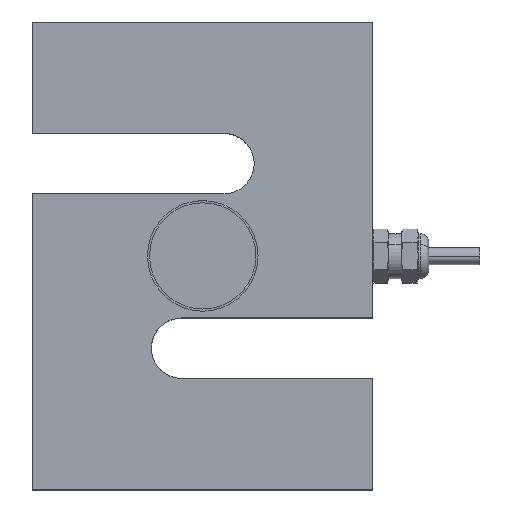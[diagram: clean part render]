
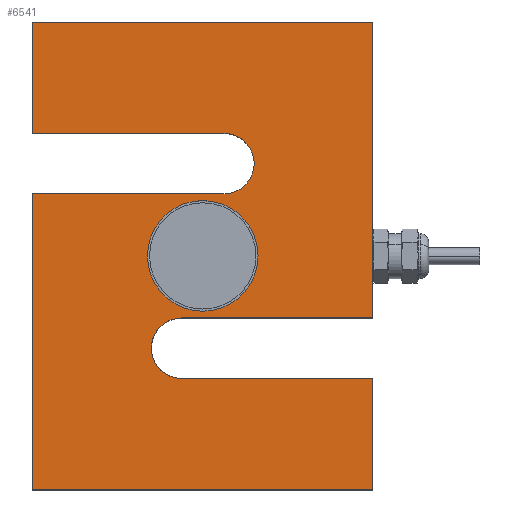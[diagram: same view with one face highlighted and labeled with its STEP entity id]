
A CAD part, top view. The second image highlights one B-rep face of the part: STEP entity #6541.
In plain terms, the highlighted planar face has unit normal (0, 0, 1).
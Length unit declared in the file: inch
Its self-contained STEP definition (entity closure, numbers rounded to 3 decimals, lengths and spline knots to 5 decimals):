
#246 = EDGE_CURVE ( 'NONE', #15322, #14327, #3222, .T. ) ;
#341 = CARTESIAN_POINT ( 'NONE',  ( 0., 0., 0. ) ) ;
#421 = EDGE_CURVE ( 'NONE', #16016, #14931, #14613, .T. ) ;
#492 = ORIENTED_EDGE ( 'NONE', *, *, #246, .F. ) ;
#531 = LINE ( 'NONE', #14195, #12404 ) ;
#554 = ORIENTED_EDGE ( 'NONE', *, *, #8291, .F. ) ;
#566 = VERTEX_POINT ( 'NONE', #6590 ) ;
#575 = DIRECTION ( 'NONE',  ( 1., 0., 0. ) ) ;
#595 = VECTOR ( 'NONE', #8913, 39.37008 ) ;
#1061 = ORIENTED_EDGE ( 'NONE', *, *, #3567, .F. ) ;
#1424 = CIRCLE ( 'NONE', #13881, 0.355 ) ;
#1503 = CIRCLE ( 'NONE', #10890, 0.65 ) ;
#1513 = ORIENTED_EDGE ( 'NONE', *, *, #8742, .F. ) ;
#1720 = CARTESIAN_POINT ( 'NONE',  ( -1.75, 4.19, 0. ) ) ;
#1879 = AXIS2_PLACEMENT_3D ( 'NONE', #4323, #9295, #575 ) ;
#1969 = DIRECTION ( 'NONE',  ( 1., 0., 0. ) ) ;
#2003 = ORIENTED_EDGE ( 'NONE', *, *, #6824, .F. ) ;
#2067 = EDGE_CURVE ( 'NONE', #13025, #7914, #4413, .T. ) ;
#2122 = CARTESIAN_POINT ( 'NONE',  ( -1.75, 4.19, 0. ) ) ;
#2289 = DIRECTION ( 'NONE',  ( 0., -1., 0. ) ) ;
#2510 = CIRCLE ( 'NONE', #8996, 0.355 ) ;
#2908 = EDGE_LOOP ( 'NONE', ( #1061, #6526 ) ) ;
#3028 = VERTEX_POINT ( 'NONE', #9469 ) ;
#3222 = LINE ( 'NONE', #8175, #13282 ) ;
#3342 = CARTESIAN_POINT ( 'NONE',  ( 0., 5.5, 0. ) ) ;
#3346 = CARTESIAN_POINT ( 'NONE',  ( -2., 2.75, 0. ) ) ;
#3375 = EDGE_CURVE ( 'NONE', #16016, #566, #4569, .T. ) ;
#3435 = VECTOR ( 'NONE', #15993, 39.37008 ) ;
#3506 = CARTESIAN_POINT ( 'NONE',  ( -4., 0., 0. ) ) ;
#3567 = EDGE_CURVE ( 'NONE', #3028, #7194, #1503, .T. ) ;
#3835 = ORIENTED_EDGE ( 'NONE', *, *, #3375, .T. ) ;
#3871 = ORIENTED_EDGE ( 'NONE', *, *, #421, .F. ) ;
#3983 = ORIENTED_EDGE ( 'NONE', *, *, #14564, .F. ) ;
#4034 = CARTESIAN_POINT ( 'NONE',  ( -2.25, 1.31, 0. ) ) ;
#4249 = VERTEX_POINT ( 'NONE', #341 ) ;
#4323 = CARTESIAN_POINT ( 'NONE',  ( -2., 2.75, 0. ) ) ;
#4413 = LINE ( 'NONE', #11852, #6664 ) ;
#4487 = CARTESIAN_POINT ( 'NONE',  ( 0., 2.02, 0. ) ) ;
#4535 = CARTESIAN_POINT ( 'NONE',  ( -2.25, 1.665, 0. ) ) ;
#4569 = LINE ( 'NONE', #13435, #6991 ) ;
#5029 = EDGE_CURVE ( 'NONE', #11305, #4249, #531, .T. ) ;
#5167 = DIRECTION ( 'NONE',  ( 0., 0., 1. ) ) ;
#5478 = CARTESIAN_POINT ( 'NONE',  ( -4., 5.5, 0. ) ) ;
#5773 = VERTEX_POINT ( 'NONE', #6663 ) ;
#5980 = DIRECTION ( 'NONE',  ( 0., -1., 0. ) ) ;
#6322 = LINE ( 'NONE', #6486, #595 ) ;
#6486 = CARTESIAN_POINT ( 'NONE',  ( -2.25, 2.02, 0. ) ) ;
#6526 = ORIENTED_EDGE ( 'NONE', *, *, #6646, .F. ) ;
#6541 = ADVANCED_FACE ( 'NONE', ( #12560, #11269 ), #8976, .T. ) ;
#6590 = CARTESIAN_POINT ( 'NONE',  ( -4., 4.19, 0. ) ) ;
#6635 = VERTEX_POINT ( 'NONE', #1720 ) ;
#6646 = EDGE_CURVE ( 'NONE', #7194, #3028, #15864, .T. ) ;
#6650 = ORIENTED_EDGE ( 'NONE', *, *, #5029, .T. ) ;
#6663 = CARTESIAN_POINT ( 'NONE',  ( -2.25, 2.02, 0. ) ) ;
#6664 = VECTOR ( 'NONE', #11521, 39.37008 ) ;
#6745 = DIRECTION ( 'NONE',  ( 0., 0., 1. ) ) ;
#6824 = EDGE_CURVE ( 'NONE', #14931, #8384, #11095, .T. ) ;
#6921 = AXIS2_PLACEMENT_3D ( 'NONE', #15355, #5167, #15036 ) ;
#6991 = VECTOR ( 'NONE', #2289, 39.37008 ) ;
#7179 = DIRECTION ( 'NONE',  ( 1., 0., 0. ) ) ;
#7186 = CIRCLE ( 'NONE', #6921, 0.355 ) ;
#7194 = VERTEX_POINT ( 'NONE', #13314 ) ;
#7896 = VECTOR ( 'NONE', #8399, 39.37008 ) ;
#7914 = VERTEX_POINT ( 'NONE', #10649 ) ;
#8009 = ORIENTED_EDGE ( 'NONE', *, *, #11890, .F. ) ;
#8107 = CARTESIAN_POINT ( 'NONE',  ( 0., 1.31, 0. ) ) ;
#8175 = CARTESIAN_POINT ( 'NONE',  ( -2.25, 1.31, 0. ) ) ;
#8212 = VECTOR ( 'NONE', #5980, 39.37008 ) ;
#8291 = EDGE_CURVE ( 'NONE', #14550, #6635, #7186, .T. ) ;
#8338 = DIRECTION ( 'NONE',  ( 1., 0., 0. ) ) ;
#8384 = VERTEX_POINT ( 'NONE', #4487 ) ;
#8399 = DIRECTION ( 'NONE',  ( 0., -1., 0. ) ) ;
#8639 = EDGE_CURVE ( 'NONE', #13025, #11305, #12405, .T. ) ;
#8653 = CARTESIAN_POINT ( 'NONE',  ( -4., 0., 0. ) ) ;
#8686 = CARTESIAN_POINT ( 'NONE',  ( -4., 5.5, 0. ) ) ;
#8741 = DIRECTION ( 'NONE',  ( 1., 0., 0. ) ) ;
#8742 = EDGE_CURVE ( 'NONE', #7914, #14550, #2510, .T. ) ;
#8913 = DIRECTION ( 'NONE',  ( -1., 0., 0. ) ) ;
#8976 = PLANE ( 'NONE',  #13057 ) ;
#8996 = AXIS2_PLACEMENT_3D ( 'NONE', #15503, #10422, #1969 ) ;
#9014 = DIRECTION ( 'NONE',  ( 1., 0., 0. ) ) ;
#9239 = CARTESIAN_POINT ( 'NONE',  ( 0., 0., 0. ) ) ;
#9273 = ORIENTED_EDGE ( 'NONE', *, *, #12467, .F. ) ;
#9295 = DIRECTION ( 'NONE',  ( 0., 0., 1. ) ) ;
#9375 = DIRECTION ( 'NONE',  ( 1., 0., 0. ) ) ;
#9469 = CARTESIAN_POINT ( 'NONE',  ( -1.35, 2.75, 0. ) ) ;
#9679 = DIRECTION ( 'NONE',  ( -1., 0., 0. ) ) ;
#10171 = CARTESIAN_POINT ( 'NONE',  ( 0., 0., 0. ) ) ;
#10422 = DIRECTION ( 'NONE',  ( 0., 0., 1. ) ) ;
#10649 = CARTESIAN_POINT ( 'NONE',  ( -1.75, 3.48, 0. ) ) ;
#10890 = AXIS2_PLACEMENT_3D ( 'NONE', #3346, #15896, #7179 ) ;
#11095 = LINE ( 'NONE', #10171, #3435 ) ;
#11114 = CARTESIAN_POINT ( 'NONE',  ( -4., 0., 0. ) ) ;
#11269 = FACE_OUTER_BOUND ( 'NONE', #12801, .T. ) ;
#11305 = VERTEX_POINT ( 'NONE', #3506 ) ;
#11431 = DIRECTION ( 'NONE',  ( 0., 0., 1. ) ) ;
#11521 = DIRECTION ( 'NONE',  ( 1., 0., 0. ) ) ;
#11774 = CARTESIAN_POINT ( 'NONE',  ( -4., 3.48, 0. ) ) ;
#11852 = CARTESIAN_POINT ( 'NONE',  ( -1.75, 3.48, 0. ) ) ;
#11890 = EDGE_CURVE ( 'NONE', #8384, #5773, #6322, .T. ) ;
#12157 = LINE ( 'NONE', #9239, #7896 ) ;
#12404 = VECTOR ( 'NONE', #9014, 39.37008 ) ;
#12405 = LINE ( 'NONE', #8653, #8212 ) ;
#12467 = EDGE_CURVE ( 'NONE', #6635, #566, #14463, .T. ) ;
#12560 = FACE_BOUND ( 'NONE', #2908, .T. ) ;
#12586 = CARTESIAN_POINT ( 'NONE',  ( -1.395, 3.835, 0. ) ) ;
#12801 = EDGE_LOOP ( 'NONE', ( #15898, #15914, #6650, #3983, #492, #13749, #8009, #2003, #3871, #3835, #9273, #554, #1513 ) ) ;
#13025 = VERTEX_POINT ( 'NONE', #11774 ) ;
#13057 = AXIS2_PLACEMENT_3D ( 'NONE', #11114, #11431, #8741 ) ;
#13089 = DIRECTION ( 'NONE',  ( 1., 0., 0. ) ) ;
#13110 = VECTOR ( 'NONE', #9679, 39.37008 ) ;
#13282 = VECTOR ( 'NONE', #8338, 39.37008 ) ;
#13314 = CARTESIAN_POINT ( 'NONE',  ( -2.65, 2.75, 0. ) ) ;
#13435 = CARTESIAN_POINT ( 'NONE',  ( -4., 0., 0. ) ) ;
#13749 = ORIENTED_EDGE ( 'NONE', *, *, #15151, .F. ) ;
#13881 = AXIS2_PLACEMENT_3D ( 'NONE', #4535, #6745, #13089 ) ;
#14195 = CARTESIAN_POINT ( 'NONE',  ( -4., 0., 0. ) ) ;
#14327 = VERTEX_POINT ( 'NONE', #8107 ) ;
#14358 = VECTOR ( 'NONE', #9375, 39.37008 ) ;
#14463 = LINE ( 'NONE', #2122, #13110 ) ;
#14550 = VERTEX_POINT ( 'NONE', #12586 ) ;
#14564 = EDGE_CURVE ( 'NONE', #14327, #4249, #12157, .T. ) ;
#14613 = LINE ( 'NONE', #5478, #14358 ) ;
#14931 = VERTEX_POINT ( 'NONE', #3342 ) ;
#15036 = DIRECTION ( 'NONE',  ( 1., 0., 0. ) ) ;
#15151 = EDGE_CURVE ( 'NONE', #5773, #15322, #1424, .T. ) ;
#15322 = VERTEX_POINT ( 'NONE', #4034 ) ;
#15355 = CARTESIAN_POINT ( 'NONE',  ( -1.75, 3.835, 0. ) ) ;
#15503 = CARTESIAN_POINT ( 'NONE',  ( -1.75, 3.835, 0. ) ) ;
#15864 = CIRCLE ( 'NONE', #1879, 0.65 ) ;
#15896 = DIRECTION ( 'NONE',  ( 0., 0., 1. ) ) ;
#15898 = ORIENTED_EDGE ( 'NONE', *, *, #2067, .F. ) ;
#15914 = ORIENTED_EDGE ( 'NONE', *, *, #8639, .T. ) ;
#15993 = DIRECTION ( 'NONE',  ( 0., -1., 0. ) ) ;
#16016 = VERTEX_POINT ( 'NONE', #8686 ) ;
